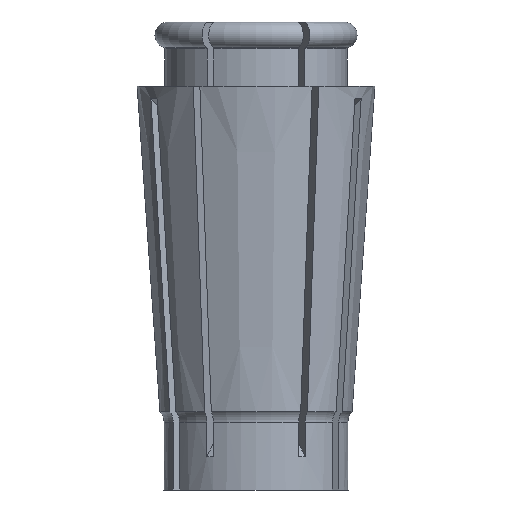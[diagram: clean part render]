
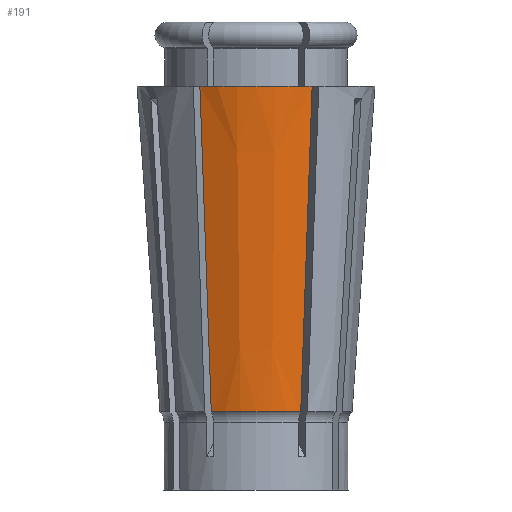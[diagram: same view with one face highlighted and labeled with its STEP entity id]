
A CAD part, left-side view. The second image highlights one B-rep face of the part: STEP entity #191.
In plain terms, the highlighted conical face has half-angle 4 degrees and reference radius 6.268 mm.
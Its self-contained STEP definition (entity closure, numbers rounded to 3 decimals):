
#191 = ADVANCED_FACE ( 'NONE', ( #3518 ), #3650, .T. ) ;
#240 = ORIENTED_EDGE ( 'NONE', *, *, #1635, .T. ) ;
#503 = ORIENTED_EDGE ( 'NONE', *, *, #667, .F. ) ;
#522 = CARTESIAN_POINT ( 'NONE',  ( -6.021, -3.187, -17.607 ) ) ;
#599 = CARTESIAN_POINT ( 'NONE',  ( -6.833, -3.656, -4.2 ) ) ;
#667 = EDGE_CURVE ( 'NONE', #3171, #1259, #1845, .T. ) ;
#704 = DIRECTION ( 'NONE',  ( 0., 0., 1. ) ) ;
#771 = CARTESIAN_POINT ( 'NONE',  ( 0., 0., -25.4 ) ) ;
#837 = CARTESIAN_POINT ( 'NONE',  ( -5.549, -2.915, -25.4 ) ) ;
#843 = CARTESIAN_POINT ( 'NONE',  ( -6.641, 3.546, -7.37 ) ) ;
#858 = EDGE_CURVE ( 'NONE', #1452, #1259, #2065, .T. ) ;
#925 = AXIS2_PLACEMENT_3D ( 'NONE', #1854, #3397, #1585 ) ;
#983 = AXIS2_PLACEMENT_3D ( 'NONE', #771, #1684, #3764 ) ;
#1028 = EDGE_CURVE ( 'NONE', #1255, #3171, #2361, .T. ) ;
#1168 = CARTESIAN_POINT ( 'NONE',  ( -5.785, 3.051, -21.504 ) ) ;
#1255 = VERTEX_POINT ( 'NONE', #1674 ) ;
#1259 = VERTEX_POINT ( 'NONE', #2535 ) ;
#1452 = VERTEX_POINT ( 'NONE', #837 ) ;
#1477 = CARTESIAN_POINT ( 'NONE',  ( -6.257, -3.324, -13.711 ) ) ;
#1585 = DIRECTION ( 'NONE',  ( 1., 0., 0. ) ) ;
#1635 = EDGE_CURVE ( 'NONE', #1255, #1452, #2022, .T. ) ;
#1674 = CARTESIAN_POINT ( 'NONE',  ( -5.549, 2.915, -25.4 ) ) ;
#1684 = DIRECTION ( 'NONE',  ( 0., 0., 1. ) ) ;
#1791 = EDGE_LOOP ( 'NONE', ( #2966, #240, #1968, #503 ) ) ;
#1845 = CIRCLE ( 'NONE', #2330, 7.75 ) ;
#1854 = CARTESIAN_POINT ( 'NONE',  ( 0., 0., -25.4 ) ) ;
#1968 = ORIENTED_EDGE ( 'NONE', *, *, #858, .T. ) ;
#2022 = CIRCLE ( 'NONE', #983, 6.268 ) ;
#2048 = CARTESIAN_POINT ( 'NONE',  ( -6.021, 3.187, -17.607 ) ) ;
#2065 = B_SPLINE_CURVE_WITH_KNOTS ( 'NONE', 3,
 ( #3888, #3534, #522, #1477, #3592, #2371, #599 ),
 .UNSPECIFIED., .F., .F.,
 ( 4, 3, 4 ),
 ( 0., 0.012, 0.021 ),
 .UNSPECIFIED. ) ;
#2263 = CARTESIAN_POINT ( 'NONE',  ( -6.833, 3.656, -4.2 ) ) ;
#2330 = AXIS2_PLACEMENT_3D ( 'NONE', #2492, #704, #2508 ) ;
#2361 = B_SPLINE_CURVE_WITH_KNOTS ( 'NONE', 3,
 ( #2687, #1168, #2048, #2696, #3590, #843, #2949 ),
 .UNSPECIFIED., .F., .F.,
 ( 4, 3, 4 ),
 ( 0., 0.012, 0.021 ),
 .UNSPECIFIED. ) ;
#2371 = CARTESIAN_POINT ( 'NONE',  ( -6.641, -3.546, -7.37 ) ) ;
#2492 = CARTESIAN_POINT ( 'NONE',  ( 0., 0., -4.2 ) ) ;
#2508 = DIRECTION ( 'NONE',  ( 1., 0., 0. ) ) ;
#2535 = CARTESIAN_POINT ( 'NONE',  ( -6.833, -3.656, -4.2 ) ) ;
#2687 = CARTESIAN_POINT ( 'NONE',  ( -5.549, 2.915, -25.4 ) ) ;
#2696 = CARTESIAN_POINT ( 'NONE',  ( -6.257, 3.324, -13.711 ) ) ;
#2949 = CARTESIAN_POINT ( 'NONE',  ( -6.833, 3.656, -4.2 ) ) ;
#2966 = ORIENTED_EDGE ( 'NONE', *, *, #1028, .F. ) ;
#3171 = VERTEX_POINT ( 'NONE', #2263 ) ;
#3397 = DIRECTION ( 'NONE',  ( 0., 0., 1. ) ) ;
#3518 = FACE_OUTER_BOUND ( 'NONE', #1791, .T. ) ;
#3534 = CARTESIAN_POINT ( 'NONE',  ( -5.785, -3.051, -21.504 ) ) ;
#3590 = CARTESIAN_POINT ( 'NONE',  ( -6.449, 3.435, -10.541 ) ) ;
#3592 = CARTESIAN_POINT ( 'NONE',  ( -6.449, -3.435, -10.541 ) ) ;
#3650 = CONICAL_SURFACE ( 'NONE', #925, 6.268, 0.07 ) ;
#3764 = DIRECTION ( 'NONE',  ( 1., 0., 0. ) ) ;
#3888 = CARTESIAN_POINT ( 'NONE',  ( -5.549, -2.915, -25.4 ) ) ;
